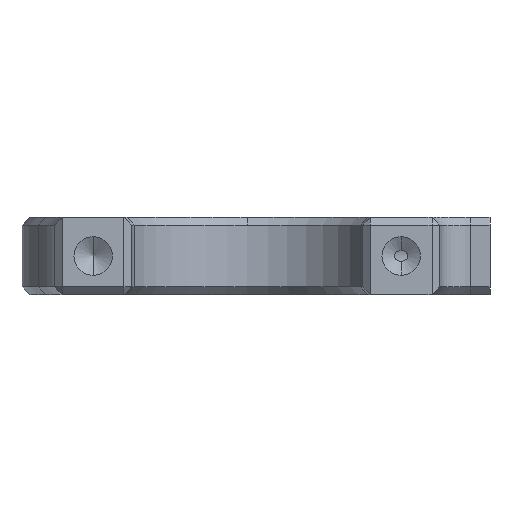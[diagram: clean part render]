
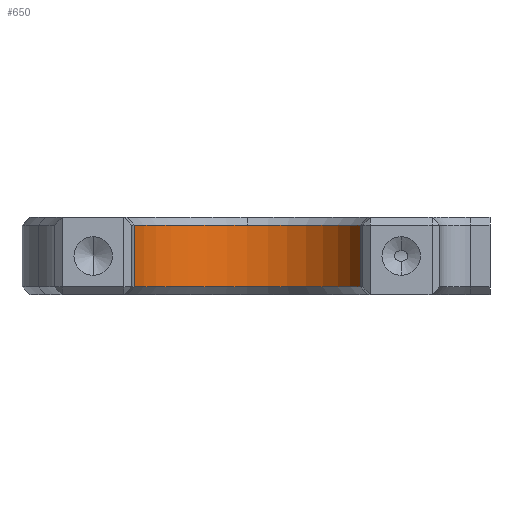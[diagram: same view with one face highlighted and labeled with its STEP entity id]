
A CAD part, left-side view. The second image highlights one B-rep face of the part: STEP entity #650.
In plain terms, the highlighted cylindrical face has radius 8 mm (diameter 16 mm), a partial arc.
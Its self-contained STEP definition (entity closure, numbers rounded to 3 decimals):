
#44 = CARTESIAN_POINT ( 'NONE',  ( -49.043, 7.567, -2. ) ) ;
#210 = CIRCLE ( 'NONE', #3521, 8. ) ;
#233 = EDGE_CURVE ( 'NONE', #1408, #1312, #5056, .T. ) ;
#297 = CARTESIAN_POINT ( 'NONE',  ( -49.043, 7.567, 2.5 ) ) ;
#335 = CARTESIAN_POINT ( 'NONE',  ( -52.24, 14.9, 2. ) ) ;
#517 = DIRECTION ( 'NONE',  ( 1., 0., 0. ) ) ;
#650 = ADVANCED_FACE ( 'Face12', ( #1419 ), #1878, .F. ) ;
#871 = EDGE_CURVE ( 'NONE', #1518, #3148, #2188, .T. ) ;
#930 = CARTESIAN_POINT ( 'NONE',  ( -52.24, 14.9, 2.5 ) ) ;
#1012 = DIRECTION ( 'NONE',  ( 0., 0., -1. ) ) ;
#1145 = DIRECTION ( 'NONE',  ( 0., 0., 1. ) ) ;
#1202 = ORIENTED_EDGE ( 'NONE', *, *, #233, .T. ) ;
#1292 = CARTESIAN_POINT ( 'NONE',  ( -49.043, 22.233, -2. ) ) ;
#1312 = VERTEX_POINT ( 'NONE', #1292 ) ;
#1366 = ORIENTED_EDGE ( 'NONE', *, *, #3022, .T. ) ;
#1394 = VECTOR ( 'NONE', #1012, 1000. ) ;
#1408 = VERTEX_POINT ( 'NONE', #4924 ) ;
#1419 = FACE_OUTER_BOUND ( 'NONE', #4714, .T. ) ;
#1518 = VERTEX_POINT ( 'NONE', #2531 ) ;
#1643 = AXIS2_PLACEMENT_3D ( 'NONE', #930, #2300, #4366 ) ;
#1878 = CYLINDRICAL_SURFACE ( 'NONE', #1643, 8. ) ;
#1965 = ORIENTED_EDGE ( 'NONE', *, *, #871, .F. ) ;
#2188 = LINE ( 'NONE', #297, #3562 ) ;
#2240 = EDGE_CURVE ( 'NONE', #1312, #3148, #210, .T. ) ;
#2300 = DIRECTION ( 'NONE',  ( 0., 0., -1. ) ) ;
#2531 = CARTESIAN_POINT ( 'NONE',  ( -49.043, 7.567, 2. ) ) ;
#2562 = CIRCLE ( 'NONE', #3700, 8. ) ;
#2893 = ORIENTED_EDGE ( 'NONE', *, *, #6009, .T. ) ;
#3022 = EDGE_CURVE ( 'NONE', #1518, #3181, #2562, .T. ) ;
#3148 = VERTEX_POINT ( 'NONE', #44 ) ;
#3181 = VERTEX_POINT ( 'NONE', #3441 ) ;
#3441 = CARTESIAN_POINT ( 'NONE',  ( -44.24, 14.9, 2. ) ) ;
#3521 = AXIS2_PLACEMENT_3D ( 'NONE', #5306, #5861, #517 ) ;
#3562 = VECTOR ( 'NONE', #6172, 1000. ) ;
#3700 = AXIS2_PLACEMENT_3D ( 'NONE', #335, #6337, #6273 ) ;
#4160 = CARTESIAN_POINT ( 'NONE',  ( -52.24, 14.9, 2. ) ) ;
#4293 = ORIENTED_EDGE ( 'NONE', *, *, #2240, .T. ) ;
#4366 = DIRECTION ( 'NONE',  ( -1., 0., 0. ) ) ;
#4586 = AXIS2_PLACEMENT_3D ( 'NONE', #4160, #1145, #5191 ) ;
#4714 = EDGE_LOOP ( 'NONE', ( #1202, #4293, #1965, #1366, #2893 ) ) ;
#4924 = CARTESIAN_POINT ( 'NONE',  ( -49.043, 22.233, 2. ) ) ;
#5056 = LINE ( 'NONE', #5544, #1394 ) ;
#5087 = CIRCLE ( 'NONE', #4586, 8. ) ;
#5191 = DIRECTION ( 'NONE',  ( 1., 0., 0. ) ) ;
#5306 = CARTESIAN_POINT ( 'NONE',  ( -52.24, 14.9, -2. ) ) ;
#5544 = CARTESIAN_POINT ( 'NONE',  ( -49.043, 22.233, 2.5 ) ) ;
#5861 = DIRECTION ( 'NONE',  ( 0., 0., -1. ) ) ;
#6009 = EDGE_CURVE ( 'NONE', #3181, #1408, #5087, .T. ) ;
#6172 = DIRECTION ( 'NONE',  ( 0., 0., -1. ) ) ;
#6273 = DIRECTION ( 'NONE',  ( 1., 0., 0. ) ) ;
#6337 = DIRECTION ( 'NONE',  ( 0., 0., 1. ) ) ;
